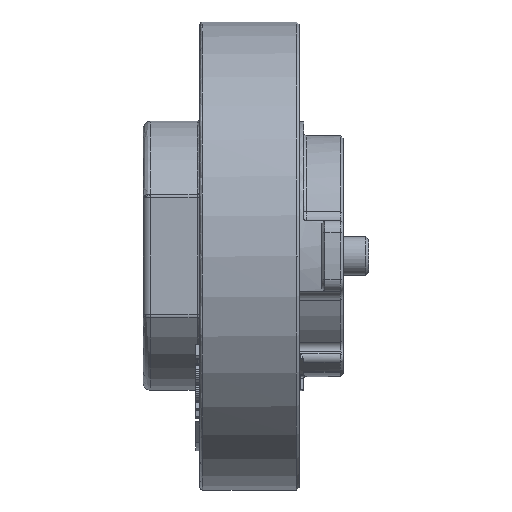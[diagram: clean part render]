
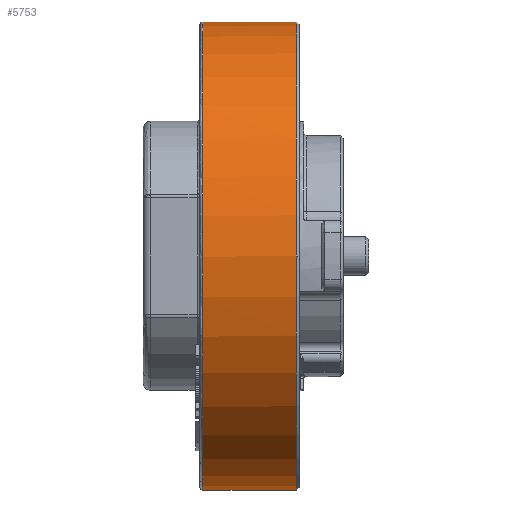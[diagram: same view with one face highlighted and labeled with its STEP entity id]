
A CAD part, front view. The second image highlights one B-rep face of the part: STEP entity #5753.
In plain terms, the highlighted cylindrical face has radius 16.5 mm (diameter 33 mm), a partial arc.
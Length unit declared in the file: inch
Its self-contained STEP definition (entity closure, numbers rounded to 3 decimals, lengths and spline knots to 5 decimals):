
#270 = CIRCLE ( 'NONE', #7723, 0.64961 ) ;
#293 = EDGE_CURVE ( 'NONE', #2518, #2971, #8101, .T. ) ;
#767 = EDGE_CURVE ( 'NONE', #9326, #2971, #14398, .T. ) ;
#1061 = DIRECTION ( 'NONE',  ( -1., 0., 0. ) ) ;
#1110 = CARTESIAN_POINT ( 'NONE',  ( 0.26772, -0.64961, 0. ) ) ;
#1172 = AXIS2_PLACEMENT_3D ( 'NONE', #6891, #4312, #12981 ) ;
#1418 = CARTESIAN_POINT ( 'NONE',  ( 0.26772, 0., 0. ) ) ;
#1901 = VERTEX_POINT ( 'NONE', #2734 ) ;
#1995 = CIRCLE ( 'NONE', #1172, 0.64961 ) ;
#2518 = VERTEX_POINT ( 'NONE', #1110 ) ;
#2658 = ORIENTED_EDGE ( 'NONE', *, *, #10500, .F. ) ;
#2734 = CARTESIAN_POINT ( 'NONE',  ( 0.00787, -0.00425, 0.64959 ) ) ;
#2971 = VERTEX_POINT ( 'NONE', #8931 ) ;
#3165 = CARTESIAN_POINT ( 'NONE',  ( 0.00787, 0., 0. ) ) ;
#3516 = ORIENTED_EDGE ( 'NONE', *, *, #13296, .T. ) ;
#3839 = CARTESIAN_POINT ( 'NONE',  ( 0., 0., 0. ) ) ;
#4079 = EDGE_LOOP ( 'NONE', ( #14514, #5641, #2658, #3516, #11746, #4420 ) ) ;
#4115 = VECTOR ( 'NONE', #10804, 39.37008 ) ;
#4312 = DIRECTION ( 'NONE',  ( -1., 0., 0. ) ) ;
#4420 = ORIENTED_EDGE ( 'NONE', *, *, #293, .T. ) ;
#4473 = CARTESIAN_POINT ( 'NONE',  ( 0.00787, 0., -0.64961 ) ) ;
#4659 = AXIS2_PLACEMENT_3D ( 'NONE', #3839, #8923, #6413 ) ;
#5000 = EDGE_CURVE ( 'NONE', #6593, #2518, #1995, .T. ) ;
#5571 = DIRECTION ( 'NONE',  ( 0., -0.007, 1. ) ) ;
#5641 = ORIENTED_EDGE ( 'NONE', *, *, #11231, .F. ) ;
#5753 = ADVANCED_FACE ( 'NONE', ( #7583 ), #15259, .T. ) ;
#5867 = CARTESIAN_POINT ( 'NONE',  ( 0., 0., 0.64961 ) ) ;
#6222 = DIRECTION ( 'NONE',  ( 0., -0.007, 1. ) ) ;
#6413 = DIRECTION ( 'NONE',  ( 0., 0., -1. ) ) ;
#6493 = DIRECTION ( 'NONE',  ( 0., 0., -1. ) ) ;
#6593 = VERTEX_POINT ( 'NONE', #16310 ) ;
#6891 = CARTESIAN_POINT ( 'NONE',  ( 0.26772, 0., 0. ) ) ;
#7583 = FACE_OUTER_BOUND ( 'NONE', #4079, .T. ) ;
#7723 = AXIS2_PLACEMENT_3D ( 'NONE', #3165, #8250, #5571 ) ;
#8101 = CIRCLE ( 'NONE', #10236, 0.64961 ) ;
#8250 = DIRECTION ( 'NONE',  ( -1., 0., 0. ) ) ;
#8923 = DIRECTION ( 'NONE',  ( 1., 0., 0. ) ) ;
#8931 = CARTESIAN_POINT ( 'NONE',  ( 0.26772, 0., 0.64961 ) ) ;
#9045 = AXIS2_PLACEMENT_3D ( 'NONE', #16327, #1061, #6222 ) ;
#9326 = VERTEX_POINT ( 'NONE', #12791 ) ;
#9863 = DIRECTION ( 'NONE',  ( 1., 0., 0. ) ) ;
#10027 = LINE ( 'NONE', #11276, #15225 ) ;
#10236 = AXIS2_PLACEMENT_3D ( 'NONE', #1418, #15675, #6493 ) ;
#10374 = CIRCLE ( 'NONE', #9045, 0.64961 ) ;
#10500 = EDGE_CURVE ( 'NONE', #11841, #1901, #10374, .T. ) ;
#10804 = DIRECTION ( 'NONE',  ( 1., 0., 0. ) ) ;
#11231 = EDGE_CURVE ( 'NONE', #1901, #9326, #270, .T. ) ;
#11276 = CARTESIAN_POINT ( 'NONE',  ( 0., 0., -0.64961 ) ) ;
#11746 = ORIENTED_EDGE ( 'NONE', *, *, #5000, .T. ) ;
#11841 = VERTEX_POINT ( 'NONE', #4473 ) ;
#12791 = CARTESIAN_POINT ( 'NONE',  ( 0.00787, 0., 0.64961 ) ) ;
#12981 = DIRECTION ( 'NONE',  ( 0., 0., -1. ) ) ;
#13296 = EDGE_CURVE ( 'NONE', #11841, #6593, #10027, .T. ) ;
#14398 = LINE ( 'NONE', #5867, #4115 ) ;
#14514 = ORIENTED_EDGE ( 'NONE', *, *, #767, .F. ) ;
#15225 = VECTOR ( 'NONE', #9863, 39.37008 ) ;
#15259 = CYLINDRICAL_SURFACE ( 'NONE', #4659, 0.64961 ) ;
#15675 = DIRECTION ( 'NONE',  ( -1., 0., 0. ) ) ;
#16310 = CARTESIAN_POINT ( 'NONE',  ( 0.26772, 0., -0.64961 ) ) ;
#16327 = CARTESIAN_POINT ( 'NONE',  ( 0.00787, 0., 0. ) ) ;
